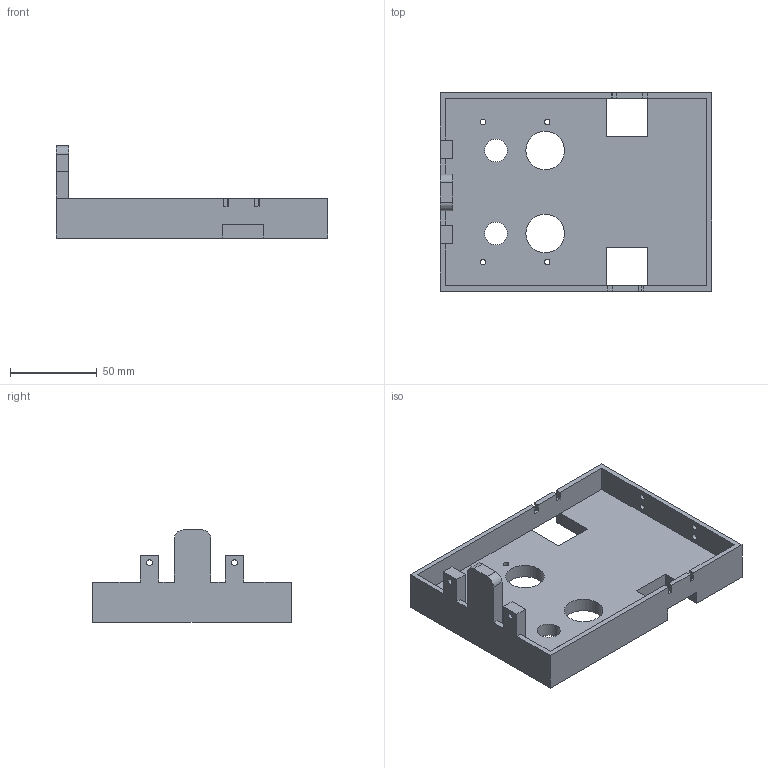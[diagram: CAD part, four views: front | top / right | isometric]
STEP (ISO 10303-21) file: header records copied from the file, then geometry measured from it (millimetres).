
FILE_DESCRIPTION( ( '' ), ' ' );
FILE_NAME( '5d08915b571eba1846639121.step', '2019-06-18T07:23:09', ( '' ), ( '' ), ' ', ' ', ' ' );
FILE_SCHEMA( ( 'AUTOMOTIVE_DESIGN { 1 0 10303 214 1 1 1 1 }' ) );
Length unit declared in the file: metre
Products named in the file (1): Part 1
Bounding box: 156 x 114 x 53 mm (x, y, z)
Volume: 156695.9 mm3; surface area: 57645.7 mm2
Topology: 1 solids, 1 shells, 74 faces, 220 edges, 144 vertices
Faces by surface type: plane 58, cylinder 16
Full cylindrical faces by diameter (mm): 3.2 x8, 3.4 x2, 13.143 x2, 22.241 x2
Entity records: 3050 total; most frequent: CARTESIAN_POINT 429, ORIENTED_EDGE 412, DIRECTION 384, EDGE_CURVE 206, LINE 170, VECTOR 170, VERTEX_POINT 144, EDGE_LOOP 116
